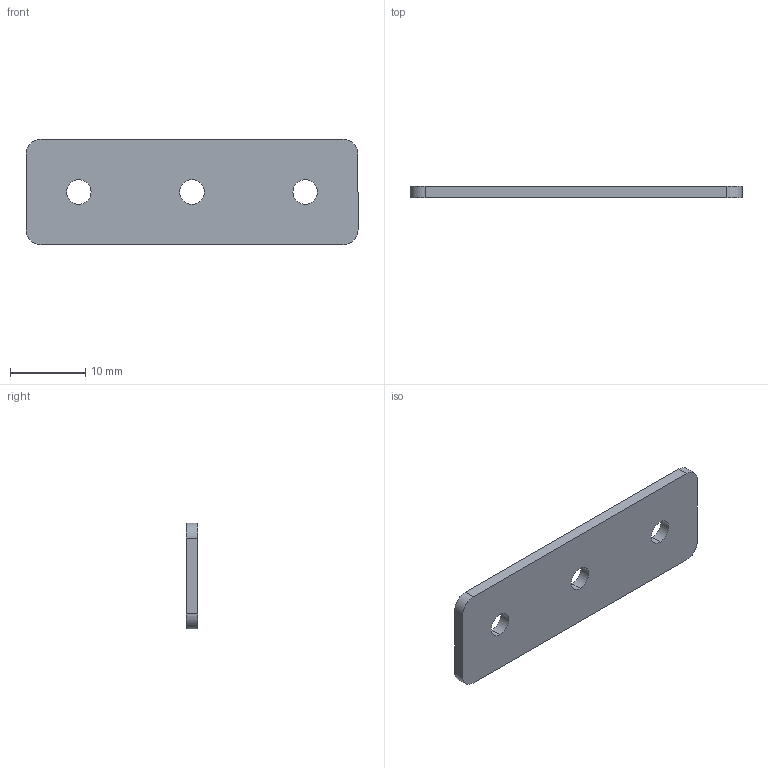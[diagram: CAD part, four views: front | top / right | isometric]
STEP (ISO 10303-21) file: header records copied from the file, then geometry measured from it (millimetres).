
FILE_DESCRIPTION (( 'STEP AP214' ), '1' );
FILE_NAME ('S06 Cîåäèíèòåëü 15õ45.STEP', '2019-11-15T11:38:02', ( 'Windows User' ), ( '' ), 'SwSTEP 2.0', 'SolidWorks 2019', '' );
FILE_SCHEMA (( 'AUTOMOTIVE_DESIGN' ));
Length unit declared in the file: millimetre
Products named in the file (1): S06 Cîåäèíèòåëü 15õ45
Bounding box: 44 x 1.5 x 14 mm (x, y, z)
Volume: 881.5 mm3; surface area: 1390.2 mm2
Topology: 1 solids, 1 shells, 16 faces, 42 edges, 28 vertices
Faces by surface type: cylinder 10, plane 6
Entity records: 552 total; most frequent: DIRECTION 96, CARTESIAN_POINT 87, ORIENTED_EDGE 84, EDGE_CURVE 42, AXIS2_PLACEMENT_3D 37, VERTEX_POINT 28, LINE 22, EDGE_LOOP 22
